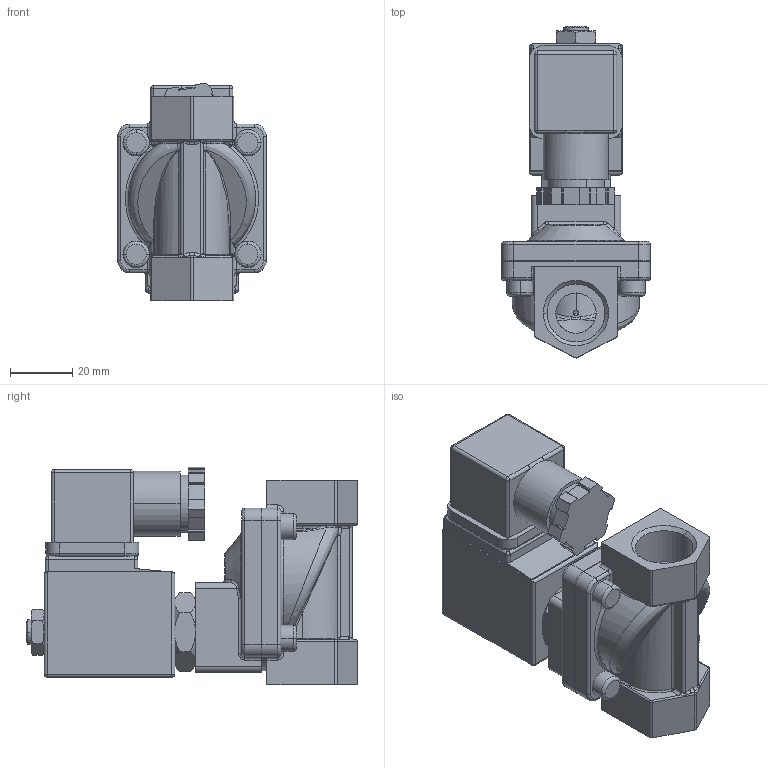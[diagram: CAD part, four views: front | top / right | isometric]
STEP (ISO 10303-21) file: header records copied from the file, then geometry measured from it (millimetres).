
FILE_DESCRIPTION (( 'STEP AP203' ), '1' );
FILE_NAME ('240 DN13 G12.STEP', '2016-12-21T10:35:56', ( '' ), ( '' ), 'SwSTEP 2.0', 'SolidWorks 2015', '' );
FILE_SCHEMA (( 'CONFIG_CONTROL_DESIGN' ));
Length unit declared in the file: millimetre
Products named in the file (1): 240 DN13 G12
Bounding box: 48 x 106.97 x 70.19 mm (x, y, z)
Volume: 147183 mm3; surface area: 32044.9 mm2
Topology: 1 solids, 1 shells, 498 faces, 1238 edges, 719 vertices
Faces by surface type: cylinder 182, plane 140, bspline 69, cone 44, torus 43, sphere 20
Entity records: 16773 total; most frequent: CARTESIAN_POINT 5544, ORIENTED_EDGE 2408, DIRECTION 2315, EDGE_CURVE 1204, AXIS2_PLACEMENT_3D 905, VERTEX_POINT 717, EDGE_LOOP 509, LINE 505
